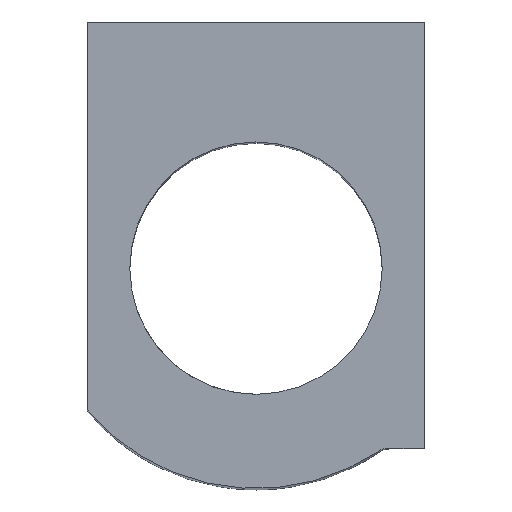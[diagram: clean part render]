
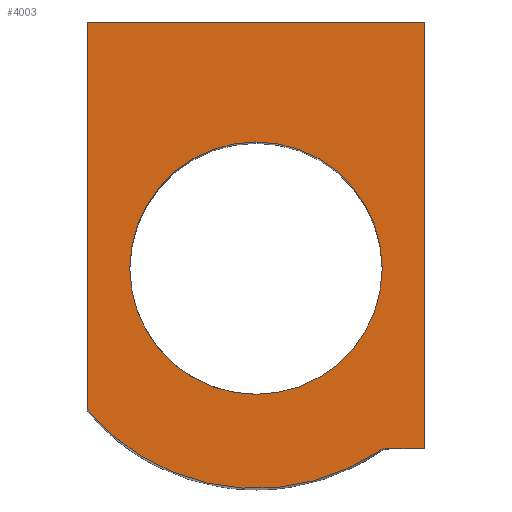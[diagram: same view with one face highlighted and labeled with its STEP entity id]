
A CAD part, top view. The second image highlights one B-rep face of the part: STEP entity #4003.
In plain terms, the highlighted planar face has unit normal (0, 0, 1).
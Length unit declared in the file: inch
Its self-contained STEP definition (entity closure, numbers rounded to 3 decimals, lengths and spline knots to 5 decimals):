
#16 = CARTESIAN_POINT ( 'NONE',  ( 2.1355, -1.60974, 0. ) ) ;
#51 = CARTESIAN_POINT ( 'NONE',  ( 2.1355, -1.55974, 0. ) ) ;
#124 = DIRECTION ( 'NONE',  ( -1., 0., 0. ) ) ;
#197 = CIRCLE ( 'NONE', #607, 0.305 ) ;
#230 = DIRECTION ( 'NONE',  ( 0., 1., 0. ) ) ;
#236 = VERTEX_POINT ( 'NONE', #3072 ) ;
#269 = ORIENTED_EDGE ( 'NONE', *, *, #2492, .F. ) ;
#277 = VERTEX_POINT ( 'NONE', #1439 ) ;
#425 = DIRECTION ( 'NONE',  ( 1., 0., 0. ) ) ;
#462 = CIRCLE ( 'NONE', #2730, 0.05 ) ;
#494 = ORIENTED_EDGE ( 'NONE', *, *, #4110, .T. ) ;
#538 = ORIENTED_EDGE ( 'NONE', *, *, #2499, .T. ) ;
#549 = EDGE_CURVE ( 'NONE', #2367, #3794, #2305, .T. ) ;
#607 = AXIS2_PLACEMENT_3D ( 'NONE', #2054, #3371, #425 ) ;
#671 = VECTOR ( 'NONE', #230, 39.37008 ) ;
#708 = VERTEX_POINT ( 'NONE', #2296 ) ;
#739 = VECTOR ( 'NONE', #124, 39.37008 ) ;
#807 = CARTESIAN_POINT ( 'NONE',  ( 1.405, -1.6575, 0. ) ) ;
#1005 = DIRECTION ( 'NONE',  ( 1., 0., 0. ) ) ;
#1245 = DIRECTION ( 'NONE',  ( 1., 0., 0. ) ) ;
#1312 = DIRECTION ( 'NONE',  ( -1., 0., 0. ) ) ;
#1315 = VERTEX_POINT ( 'NONE', #2504 ) ;
#1341 = AXIS2_PLACEMENT_3D ( 'NONE', #2882, #3877, #1245 ) ;
#1409 = LINE ( 'NONE', #2727, #671 ) ;
#1439 = CARTESIAN_POINT ( 'NONE',  ( 2.10778, -1.56813, 0. ) ) ;
#1506 = ORIENTED_EDGE ( 'NONE', *, *, #3202, .T. ) ;
#1686 = AXIS2_PLACEMENT_3D ( 'NONE', #2291, #4218, #1987 ) ;
#1822 = VERTEX_POINT ( 'NONE', #51 ) ;
#1938 = EDGE_LOOP ( 'NONE', ( #3144, #1506, #494, #538, #2063, #2060 ) ) ;
#1987 = DIRECTION ( 'NONE',  ( 1., 0., 0. ) ) ;
#1997 = DIRECTION ( 'NONE',  ( 0., 0., -1. ) ) ;
#2054 = CARTESIAN_POINT ( 'NONE',  ( 1.8125, -1.125, 0. ) ) ;
#2060 = ORIENTED_EDGE ( 'NONE', *, *, #2838, .T. ) ;
#2063 = ORIENTED_EDGE ( 'NONE', *, *, #2092, .T. ) ;
#2077 = CARTESIAN_POINT ( 'NONE',  ( 2.1914, -0.53, 0. ) ) ;
#2092 = EDGE_CURVE ( 'NONE', #1315, #236, #3785, .T. ) ;
#2095 = AXIS2_PLACEMENT_3D ( 'NONE', #2693, #1997, #1312 ) ;
#2238 = VECTOR ( 'NONE', #1005, 39.37008 ) ;
#2291 = CARTESIAN_POINT ( 'NONE',  ( 1.8125, -1.125, 0. ) ) ;
#2296 = CARTESIAN_POINT ( 'NONE',  ( 1.405, -1.46778, 0. ) ) ;
#2305 = CIRCLE ( 'NONE', #1341, 0.305 ) ;
#2367 = VERTEX_POINT ( 'NONE', #3326 ) ;
#2492 = EDGE_CURVE ( 'NONE', #3794, #2367, #197, .T. ) ;
#2499 = EDGE_CURVE ( 'NONE', #2932, #1315, #1409, .T. ) ;
#2504 = CARTESIAN_POINT ( 'NONE',  ( 2.22, -0.53, 0. ) ) ;
#2578 = FACE_BOUND ( 'NONE', #3033, .T. ) ;
#2693 = CARTESIAN_POINT ( 'NONE',  ( 1.8125, -1.125, 0. ) ) ;
#2727 = CARTESIAN_POINT ( 'NONE',  ( 2.22, -1.6575, 0. ) ) ;
#2730 = AXIS2_PLACEMENT_3D ( 'NONE', #16, #3266, #3940 ) ;
#2838 = EDGE_CURVE ( 'NONE', #236, #708, #3798, .T. ) ;
#2882 = CARTESIAN_POINT ( 'NONE',  ( 1.8125, -1.125, 0. ) ) ;
#2932 = VERTEX_POINT ( 'NONE', #3702 ) ;
#2991 = CIRCLE ( 'NONE', #2095, 0.5325 ) ;
#3033 = EDGE_LOOP ( 'NONE', ( #269, #3993 ) ) ;
#3072 = CARTESIAN_POINT ( 'NONE',  ( 1.405, -0.53, 0. ) ) ;
#3144 = ORIENTED_EDGE ( 'NONE', *, *, #3787, .F. ) ;
#3202 = EDGE_CURVE ( 'NONE', #277, #1822, #462, .T. ) ;
#3266 = DIRECTION ( 'NONE',  ( 0., 0., -1. ) ) ;
#3272 = CARTESIAN_POINT ( 'NONE',  ( 2.1175, -1.125, 0. ) ) ;
#3326 = CARTESIAN_POINT ( 'NONE',  ( 1.5075, -1.125, 0. ) ) ;
#3371 = DIRECTION ( 'NONE',  ( 0., 0., 1. ) ) ;
#3590 = LINE ( 'NONE', #3956, #2238 ) ;
#3629 = FACE_OUTER_BOUND ( 'NONE', #1938, .T. ) ;
#3702 = CARTESIAN_POINT ( 'NONE',  ( 2.22, -1.55974, 0. ) ) ;
#3785 = LINE ( 'NONE', #2077, #739 ) ;
#3787 = EDGE_CURVE ( 'NONE', #277, #708, #2991, .T. ) ;
#3794 = VERTEX_POINT ( 'NONE', #3272 ) ;
#3798 = LINE ( 'NONE', #807, #3912 ) ;
#3867 = DIRECTION ( 'NONE',  ( 0., -1., 0. ) ) ;
#3877 = DIRECTION ( 'NONE',  ( 0., 0., 1. ) ) ;
#3912 = VECTOR ( 'NONE', #3867, 39.37008 ) ;
#3937 = PLANE ( 'NONE',  #1686 ) ;
#3940 = DIRECTION ( 'NONE',  ( 1., 0., 0. ) ) ;
#3956 = CARTESIAN_POINT ( 'NONE',  ( 2.22, -1.55974, 0. ) ) ;
#3993 = ORIENTED_EDGE ( 'NONE', *, *, #549, .F. ) ;
#4003 = ADVANCED_FACE ( 'NONE', ( #3629, #2578 ), #3937, .T. ) ;
#4110 = EDGE_CURVE ( 'NONE', #1822, #2932, #3590, .T. ) ;
#4218 = DIRECTION ( 'NONE',  ( 0., 0., 1. ) ) ;
